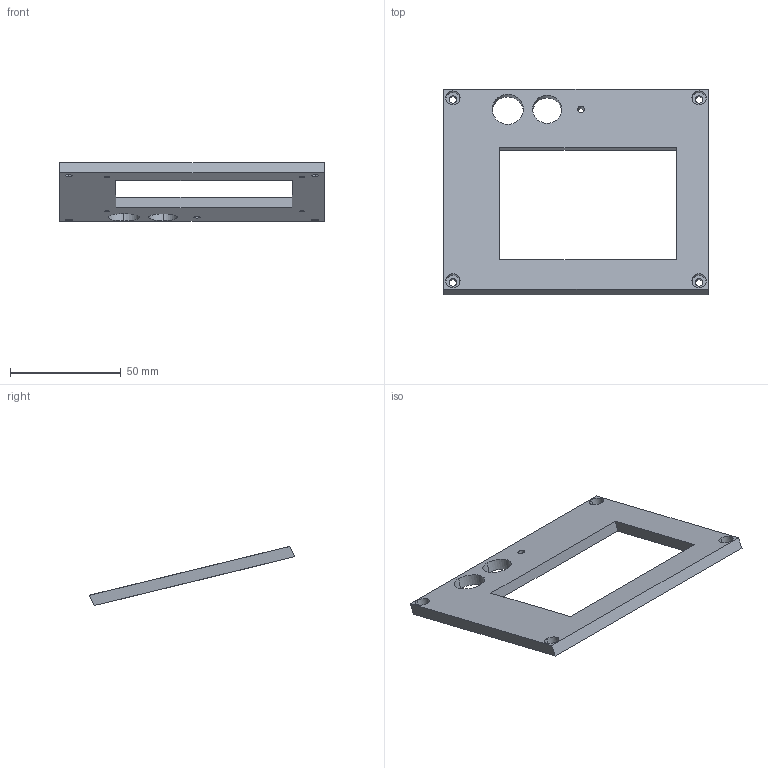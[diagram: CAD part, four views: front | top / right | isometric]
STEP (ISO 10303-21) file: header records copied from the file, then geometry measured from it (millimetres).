
FILE_DESCRIPTION (( 'STEP AP203' ), '1' );
FILE_NAME ('display mount-cover.STEP', '2018-05-18T07:31:13', ( '' ), ( '' ), 'SwSTEP 2.0', 'SolidWorks 2018', '' );
FILE_SCHEMA (( 'CONFIG_CONTROL_DESIGN' ));
Length unit declared in the file: millimetre
Products named in the file (1): display mount-cover
Bounding box: 119 x 92.62 x 26.57 mm (x, y, z)
Volume: 32601 mm3; surface area: 17568.8 mm2
Topology: 1 solids, 1 shells, 52 faces, 130 edges, 80 vertices
Faces by surface type: cylinder 30, plane 14, cone 8
Entity records: 1623 total; most frequent: DIRECTION 288, CARTESIAN_POINT 255, ORIENTED_EDGE 244, EDGE_CURVE 122, AXIS2_PLACEMENT_3D 113, VERTEX_POINT 80, EDGE_LOOP 76, VECTOR 62
